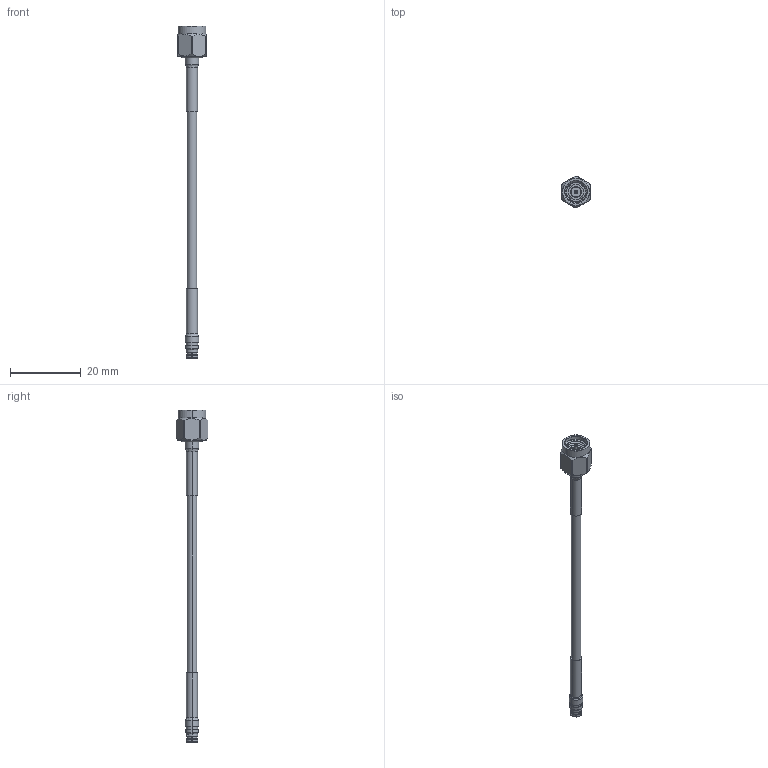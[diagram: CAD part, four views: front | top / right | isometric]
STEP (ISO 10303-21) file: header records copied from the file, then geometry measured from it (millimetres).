
FILE_DESCRIPTION (( 'STEP AP203' ), '1' );
FILE_NAME ('FMC0222085.step', '2019-04-09T19:07:03', ( '' ), ( '' ), 'SwSTEP 2.0', 'SolidWorks 2018', '' );
FILE_SCHEMA (( 'CONFIG_CONTROL_DESIGN' ));
Length unit declared in the file: inch
Products named in the file (5): Coax Cable_FM-F086; FMC0222085; SC3020; SC5152; HeatShrink^FMC0222085
Assembly tree (4 placements, depth 2):
  FMC0222085
    Coax Cable_FM-F086
    SC3020
    SC5152
    HeatShrink^FMC0222085
Bounding box: 8 x 9.02 x 93.75 mm (x, y, z)
Volume: 1032.6 mm3; surface area: 2168.5 mm2
Topology: 13 solids, 13 shells, 259 faces, 623 edges, 394 vertices
Faces by surface type: cylinder 111, plane 83, cone 54, bspline 7, torus 4
Entity records: 9567 total; most frequent: CARTESIAN_POINT 3037, DIRECTION 1293, ORIENTED_EDGE 1246, EDGE_CURVE 623, AXIS2_PLACEMENT_3D 528, VERTEX_POINT 394, EDGE_LOOP 283, CIRCLE 269
